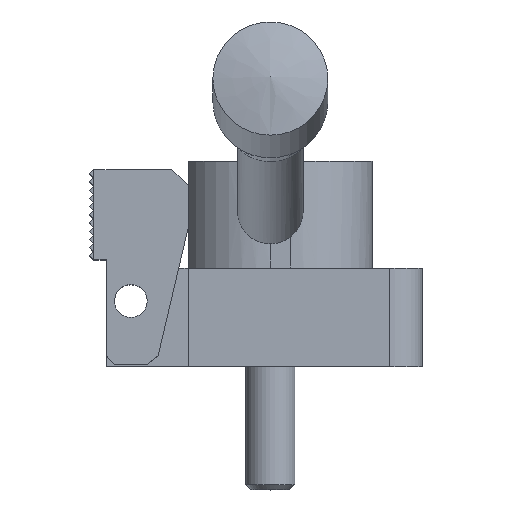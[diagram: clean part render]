
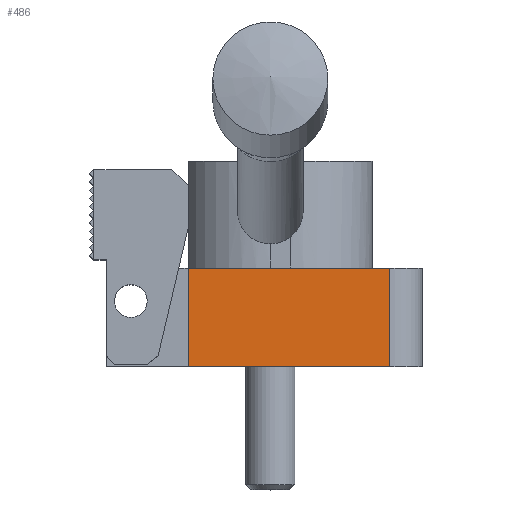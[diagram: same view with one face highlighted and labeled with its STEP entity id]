
A CAD part, top view. The second image highlights one B-rep face of the part: STEP entity #486.
In plain terms, the highlighted planar face has unit normal (0, 0, 1).
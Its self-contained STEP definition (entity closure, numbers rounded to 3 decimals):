
#486 = ADVANCED_FACE( '', ( #1003 ), #1004, .F. );
#1003 = FACE_OUTER_BOUND( '', #1551, .T. );
#1004 = PLANE( '', #1552 );
#1551 = EDGE_LOOP( '', ( #2892, #2893, #2894, #2895, #2896 ) );
#1552 = AXIS2_PLACEMENT_3D( '', #2897, #2898, #2899 );
#2892 = ORIENTED_EDGE( '', *, *, #3350, .T. );
#2893 = ORIENTED_EDGE( '', *, *, #3029, .F. );
#2894 = ORIENTED_EDGE( '', *, *, #3309, .F. );
#2895 = ORIENTED_EDGE( '', *, *, #3181, .F. );
#2896 = ORIENTED_EDGE( '', *, *, #3357, .T. );
#2897 = CARTESIAN_POINT( '', ( -10., 12., 12.5 ) );
#2898 = DIRECTION( '', ( 0., 0., -1. ) );
#2899 = DIRECTION( '', ( -1., 0., 0. ) );
#3029 = EDGE_CURVE( '', #3623, #3618, #3625, .T. );
#3181 = EDGE_CURVE( '', #3870, #3833, #3873, .T. );
#3309 = EDGE_CURVE( '', #3833, #3623, #4052, .T. );
#3350 = EDGE_CURVE( '', #4105, #3618, #4106, .T. );
#3357 = EDGE_CURVE( '', #3870, #4105, #4114, .T. );
#3618 = VERTEX_POINT( '', #4480 );
#3623 = VERTEX_POINT( '', #4486 );
#3625 = LINE( '', #4488, #4489 );
#3833 = VERTEX_POINT( '', #4765 );
#3870 = VERTEX_POINT( '', #4812 );
#3873 = LINE( '', #4816, #4817 );
#4052 = LINE( '', #5075, #5076 );
#4105 = VERTEX_POINT( '', #5144 );
#4106 = LINE( '', #5145, #5146 );
#4114 = LINE( '', #5157, #5158 );
#4480 = CARTESIAN_POINT( '', ( 14.5, 0., 12.5 ) );
#4486 = CARTESIAN_POINT( '', ( 14.5, 12., 12.5 ) );
#4488 = CARTESIAN_POINT( '', ( 14.5, 12., 12.5 ) );
#4489 = VECTOR( '', #5433, 1000. );
#4765 = CARTESIAN_POINT( '', ( 11.565, 12., 12.5 ) );
#4812 = CARTESIAN_POINT( '', ( -10., 12., 12.5 ) );
#4816 = CARTESIAN_POINT( '', ( -10., 12., 12.5 ) );
#4817 = VECTOR( '', #5633, 1000. );
#5075 = CARTESIAN_POINT( '', ( -10., 12., 12.5 ) );
#5076 = VECTOR( '', #5755, 1000. );
#5144 = CARTESIAN_POINT( '', ( -10., 0., 12.5 ) );
#5145 = CARTESIAN_POINT( '', ( -10., 0., 12.5 ) );
#5146 = VECTOR( '', #5819, 1000. );
#5157 = CARTESIAN_POINT( '', ( -10., 12., 12.5 ) );
#5158 = VECTOR( '', #5823, 1000. );
#5433 = DIRECTION( '', ( 0., -1., 0. ) );
#5633 = DIRECTION( '', ( 1., 0., 0. ) );
#5755 = DIRECTION( '', ( 1., 0., 0. ) );
#5819 = DIRECTION( '', ( 1., 0., 0. ) );
#5823 = DIRECTION( '', ( 0., -1., 0. ) );
